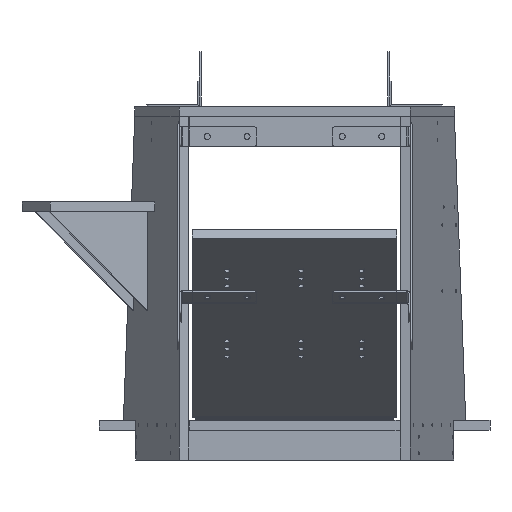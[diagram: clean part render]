
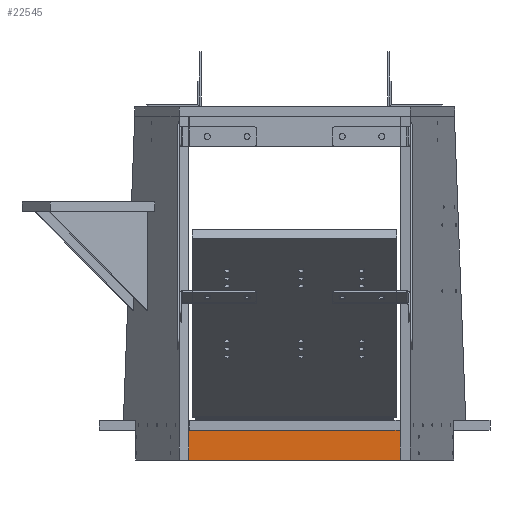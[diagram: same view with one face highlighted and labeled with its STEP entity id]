
A CAD part, front view. The second image highlights one B-rep face of the part: STEP entity #22545.
In plain terms, the highlighted planar face has unit normal (0, -1, 0).
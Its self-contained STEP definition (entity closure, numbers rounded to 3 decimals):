
#22506=CARTESIAN_POINT('Axis2P3D Location',(842.25,-1164.51,-59.5)) ;
#22511=CARTESIAN_POINT('Line Origine',(842.25,-1164.51,-59.5)) ;
#22515=CARTESIAN_POINT('Vertex',(1014.13,-1164.51,-59.5)) ;
#22517=CARTESIAN_POINT('Vertex',(670.37,-1164.51,-59.5)) ;
#22520=CARTESIAN_POINT('Line Origine',(670.37,-1164.51,-82.)) ;
#22524=CARTESIAN_POINT('Vertex',(670.37,-1164.51,-104.5)) ;
#22527=CARTESIAN_POINT('Line Origine',(842.25,-1164.51,-104.5)) ;
#22531=CARTESIAN_POINT('Vertex',(1014.13,-1164.51,-104.5)) ;
#22534=CARTESIAN_POINT('Line Origine',(1014.13,-1164.51,-82.)) ;
#22507=DIRECTION('Axis2P3D Direction',(0.,-1.,0.)) ;
#22508=DIRECTION('Axis2P3D XDirection',(1.,0.,0.)) ;
#22512=DIRECTION('Vector Direction',(1.,0.,0.)) ;
#22521=DIRECTION('Vector Direction',(0.,0.,-1.)) ;
#22528=DIRECTION('Vector Direction',(-1.,0.,0.)) ;
#22535=DIRECTION('Vector Direction',(0.,0.,-1.)) ;
#22509=AXIS2_PLACEMENT_3D('Plane Axis2P3D',#22506,#22507,#22508) ;
#22540=ORIENTED_EDGE('',*,*,#22519,.T.) ;
#22541=ORIENTED_EDGE('',*,*,#22526,.T.) ;
#22542=ORIENTED_EDGE('',*,*,#22533,.T.) ;
#22543=ORIENTED_EDGE('',*,*,#22538,.F.) ;
#22513=VECTOR('Line Direction',#22512,1.) ;
#22522=VECTOR('Line Direction',#22521,1.) ;
#22529=VECTOR('Line Direction',#22528,1.) ;
#22536=VECTOR('Line Direction',#22535,1.) ;
#22545=ADVANCED_FACE('Game seat underside beams assy.1\\Game seat under brace front.1\\PartBody',(#22544),#22510,.T.) ;
#22519=EDGE_CURVE('',#22516,#22518,#22514,.F.) ;
#22526=EDGE_CURVE('',#22518,#22525,#22523,.T.) ;
#22533=EDGE_CURVE('',#22525,#22532,#22530,.F.) ;
#22538=EDGE_CURVE('',#22516,#22532,#22537,.T.) ;
#22539=EDGE_LOOP('',(#22540,#22541,#22542,#22543)) ;
#22544=FACE_OUTER_BOUND('',#22539,.T.) ;
#22514=LINE('Line',#22511,#22513) ;
#22523=LINE('Line',#22520,#22522) ;
#22530=LINE('Line',#22527,#22529) ;
#22537=LINE('Line',#22534,#22536) ;
#22510=PLANE('Plane',#22509) ;
#22516=VERTEX_POINT('',#22515) ;
#22518=VERTEX_POINT('',#22517) ;
#22525=VERTEX_POINT('',#22524) ;
#22532=VERTEX_POINT('',#22531) ;
